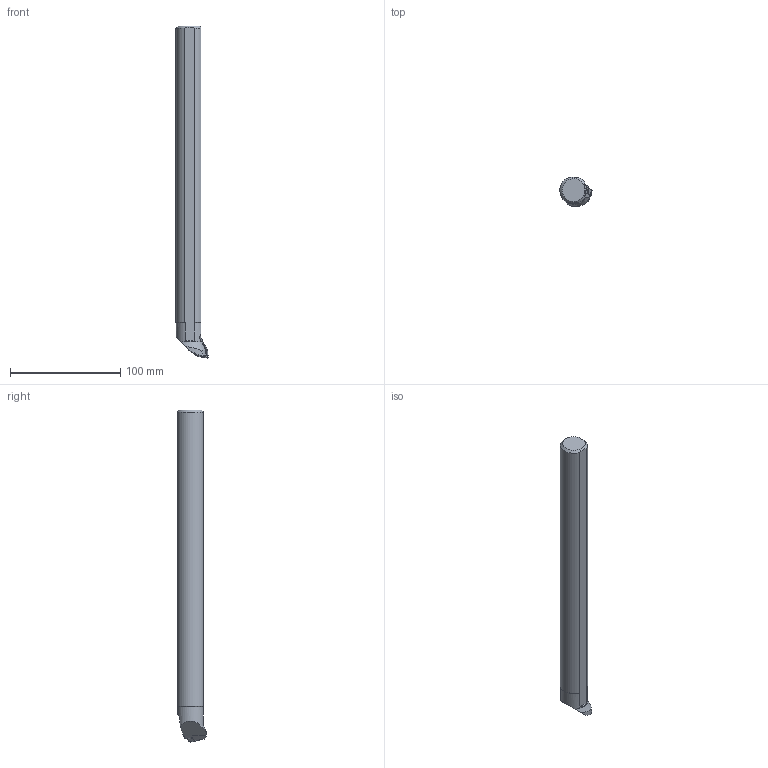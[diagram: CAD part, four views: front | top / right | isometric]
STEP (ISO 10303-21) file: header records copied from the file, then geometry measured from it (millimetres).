
FILE_DESCRIPTION(/* description */ (''),/* implementation_level */ '2;1');
FILE_NAME(/* name */ '1527510366984.stp',/* time_stamp */ '2018-05-28T14:26:10+02:00',/* author */ (''),/* organization */ ('SMS'),/* preprocessor_version */ 'ST-DEVELOPER v15',/* originating_system */ 'SIEMENS PLM Software NX 8.5',/* authorisation */ '');
FILE_SCHEMA (('AUTOMOTIVE_DESIGN { 1 0 10303 214 3 1 1 1 }'));
Length unit declared in the file: millimetre
Products named in the file (4): ASSEMBLY_CONSTRUCTION; IsoTurningInsert; 201672700mod000_00; 201676836mod000_00
Assembly tree (3 placements, depth 2):
  201676836mod000_00
    201672700mod000_00
    IsoTurningInsert
    ASSEMBLY_CONSTRUCTION
Bounding box: 29.3 x 25.88 x 301.47 mm (x, y, z)
Volume: 131917.4 mm3; surface area: 23895.4 mm2
Topology: 2 solids, 2 shells, 64 faces, 179 edges, 126 vertices
Faces by surface type: plane 37, cylinder 19, cone 8
Full cylindrical faces by diameter (mm): 3.81 x1
Entity records: 2383 total; most frequent: CARTESIAN_POINT 533, DIRECTION 366, ORIENTED_EDGE 354, EDGE_CURVE 177, AXIS2_PLACEMENT_3D 134, VERTEX_POINT 118, LINE 98, VECTOR 98
